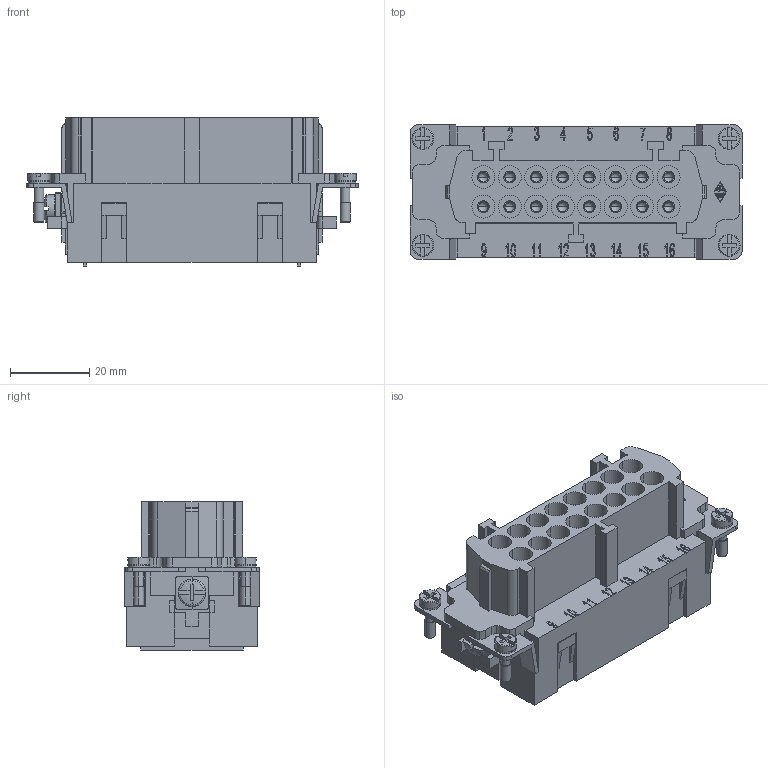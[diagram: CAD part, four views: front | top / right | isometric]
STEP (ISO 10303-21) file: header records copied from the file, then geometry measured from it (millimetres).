
FILE_DESCRIPTION((''),'2;1');
FILE_NAME('CSEF 16.stp','2006-11-02T09:40:25',('gembarski'),(''),'Autodesk Inventor 7','Autodesk Inventor 7','');
FILE_SCHEMA(('AUTOMOTIVE_DESIGN { 1 0 10303 214 1 1 1 1 }'));
Length unit declared in the file: millimetre
Products named in the file (1): CSEF Kontakteinsätze mit Käfigzugfederanschluss
Bounding box: 84 x 34 x 37.5 mm (x, y, z)
Volume: 54092.7 mm3; surface area: 23805.4 mm2
Topology: 1 solids, 1 shells, 1644 faces, 4366 edges, 2854 vertices
Faces by surface type: bspline 781, plane 643, cylinder 196, torus 14, cone 8, sphere 2
Entity records: 55172 total; most frequent: CARTESIAN_POINT 17351, ORIENTED_EDGE 8704, DIRECTION 6225, EDGE_CURVE 4352, VECTOR 2889, LINE 2889, VERTEX_POINT 2854, EDGE_LOOP 1824
